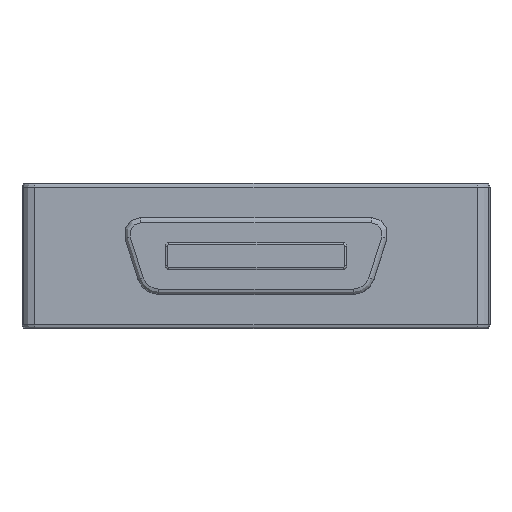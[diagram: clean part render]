
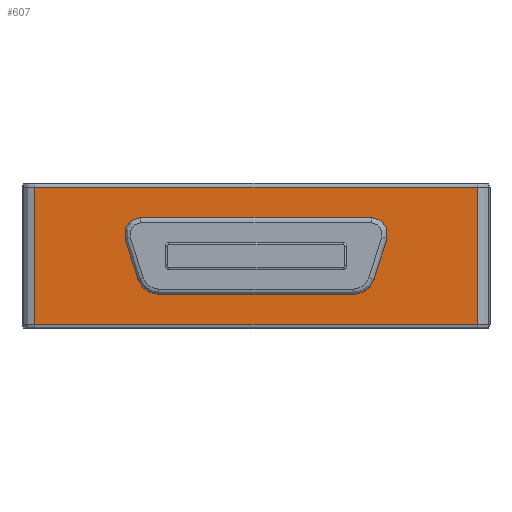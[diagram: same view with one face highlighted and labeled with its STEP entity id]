
A CAD part, left-side view. The second image highlights one B-rep face of the part: STEP entity #607.
In plain terms, the highlighted planar face has unit normal (-1, 0, 0).
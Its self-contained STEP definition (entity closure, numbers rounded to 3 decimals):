
#607 = ADVANCED_FACE( '', ( #1372, #1373 ), #1374, .T. );
#1372 = FACE_OUTER_BOUND( '', #4287, .T. );
#1373 = FACE_BOUND( '', #4288, .T. );
#1374 = PLANE( '', #4289 );
#4287 = EDGE_LOOP( '', ( #7186, #7187, #7188, #7189 ) );
#4288 = EDGE_LOOP( '', ( #7190, #7191, #7192, #7193, #7194, #7195, #7196, #7197 ) );
#4289 = AXIS2_PLACEMENT_3D( '', #7198, #7199, #7200 );
#7186 = ORIENTED_EDGE( '', *, *, #9222, .T. );
#7187 = ORIENTED_EDGE( '', *, *, #9110, .T. );
#7188 = ORIENTED_EDGE( '', *, *, #9223, .F. );
#7189 = ORIENTED_EDGE( '', *, *, #9059, .T. );
#7190 = ORIENTED_EDGE( '', *, *, #9128, .T. );
#7191 = ORIENTED_EDGE( '', *, *, #9224, .T. );
#7192 = ORIENTED_EDGE( '', *, *, #9225, .T. );
#7193 = ORIENTED_EDGE( '', *, *, #8847, .T. );
#7194 = ORIENTED_EDGE( '', *, *, #8798, .T. );
#7195 = ORIENTED_EDGE( '', *, *, #9226, .T. );
#7196 = ORIENTED_EDGE( '', *, *, #9227, .T. );
#7197 = ORIENTED_EDGE( '', *, *, #8865, .T. );
#7198 = CARTESIAN_POINT( '', ( 0., 12.2, -8. ) );
#7199 = DIRECTION( '', ( -1., 0., 0. ) );
#7200 = DIRECTION( '', ( 0., 1., 0. ) );
#8798 = EDGE_CURVE( '', #9941, #9945, #9947, .T. );
#8847 = EDGE_CURVE( '', #10023, #9941, #10025, .T. );
#8865 = EDGE_CURVE( '', #10048, #10052, #10054, .T. );
#9059 = EDGE_CURVE( '', #10354, #10283, #10358, .T. );
#9110 = EDGE_CURVE( '', #10434, #9825, #10435, .F. );
#9128 = EDGE_CURVE( '', #10052, #10459, #10461, .T. );
#9222 = EDGE_CURVE( '', #10283, #10434, #10587, .T. );
#9223 = EDGE_CURVE( '', #10354, #9825, #10588, .T. );
#9224 = EDGE_CURVE( '', #10459, #10589, #10590, .T. );
#9225 = EDGE_CURVE( '', #10589, #10023, #10591, .T. );
#9226 = EDGE_CURVE( '', #9945, #10592, #10593, .T. );
#9227 = EDGE_CURVE( '', #10592, #10048, #10594, .T. );
#9825 = VERTEX_POINT( '', #11385 );
#9941 = VERTEX_POINT( '', #12041 );
#9945 = VERTEX_POINT( '', #12047 );
#9947 = LINE( '', #12050, #12051 );
#10023 = VERTEX_POINT( '', #12166 );
#10025 = CIRCLE( '', #12169, 0.9 );
#10048 = VERTEX_POINT( '', #12245 );
#10052 = VERTEX_POINT( '', #12250 );
#10054 = CIRCLE( '', #12253, 1.2 );
#10283 = VERTEX_POINT( '', #13067 );
#10354 = VERTEX_POINT( '', #13167 );
#10358 = LINE( '', #13172, #13173 );
#10434 = VERTEX_POINT( '', #13385 );
#10435 = LINE( '', #13386, #13387 );
#10459 = VERTEX_POINT( '', #13416 );
#10461 = LINE( '', #13419, #13420 );
#10587 = LINE( '', #13621, #13622 );
#10588 = LINE( '', #13623, #13624 );
#10589 = VERTEX_POINT( '', #13625 );
#10590 = CIRCLE( '', #13626, 0.9 );
#10591 = LINE( '', #13627, #13628 );
#10592 = VERTEX_POINT( '', #13629 );
#10593 = CIRCLE( '', #13630, 1.2 );
#10594 = LINE( '', #13631, #13632 );
#11385 = CARTESIAN_POINT( '', ( 0., 12.2, -0.2 ) );
#12041 = CARTESIAN_POINT( '', ( 0., -7.222, -3.046 ) );
#12047 = CARTESIAN_POINT( '', ( 0., -6.507, -5.291 ) );
#12050 = CARTESIAN_POINT( '', ( 0., -7.222, -3.046 ) );
#12051 = VECTOR( '', #14688, 1000. );
#12166 = CARTESIAN_POINT( '', ( 0., -6.364, -1.873 ) );
#12169 = AXIS2_PLACEMENT_3D( '', #14752, #14753, #14754 );
#12245 = CARTESIAN_POINT( '', ( 0., 5.363, -6.127 ) );
#12250 = CARTESIAN_POINT( '', ( 0., 6.506, -5.291 ) );
#12253 = AXIS2_PLACEMENT_3D( '', #14771, #14772, #14773 );
#13067 = CARTESIAN_POINT( '', ( 0., -12.2, -7.8 ) );
#13167 = CARTESIAN_POINT( '', ( 0., 12.2, -7.8 ) );
#13172 = CARTESIAN_POINT( '', ( 0., -12.2, -7.8 ) );
#13173 = VECTOR( '', #15008, 1000. );
#13385 = CARTESIAN_POINT( '', ( 0., -12.2, -0.2 ) );
#13386 = CARTESIAN_POINT( '', ( 0., 12.2, -0.2 ) );
#13387 = VECTOR( '', #15058, 1000. );
#13416 = CARTESIAN_POINT( '', ( 0., 7.221, -3.046 ) );
#13419 = CARTESIAN_POINT( '', ( 0., 6.506, -5.291 ) );
#13420 = VECTOR( '', #15086, 1000. );
#13621 = CARTESIAN_POINT( '', ( 0., -12.2, -8. ) );
#13622 = VECTOR( '', #15190, 1000. );
#13623 = CARTESIAN_POINT( '', ( 0., 12.2, -8. ) );
#13624 = VECTOR( '', #15191, 1000. );
#13625 = CARTESIAN_POINT( '', ( 0., 6.363, -1.873 ) );
#13626 = AXIS2_PLACEMENT_3D( '', #15192, #15193, #15194 );
#13627 = CARTESIAN_POINT( '', ( 0., 6.363, -1.873 ) );
#13628 = VECTOR( '', #15195, 1000. );
#13629 = CARTESIAN_POINT( '', ( 0., -5.363, -6.127 ) );
#13630 = AXIS2_PLACEMENT_3D( '', #15196, #15197, #15198 );
#13631 = CARTESIAN_POINT( '', ( 0., -5.363, -6.127 ) );
#13632 = VECTOR( '', #15199, 1000. );
#14688 = DIRECTION( '', ( 0., 0.303, -0.953 ) );
#14752 = CARTESIAN_POINT( '', ( 0., -6.364, -2.773 ) );
#14753 = DIRECTION( '', ( 1., 0., 0. ) );
#14754 = DIRECTION( '', ( 0., 0., 1. ) );
#14771 = CARTESIAN_POINT( '', ( 0., 5.363, -4.927 ) );
#14772 = DIRECTION( '', ( 1., 0., 0. ) );
#14773 = DIRECTION( '', ( 0., 0., -1. ) );
#15008 = DIRECTION( '', ( 0., -1., 0. ) );
#15058 = DIRECTION( '', ( 0., -1., 0. ) );
#15086 = DIRECTION( '', ( 0., 0.303, 0.953 ) );
#15190 = DIRECTION( '', ( 0., 0., 1. ) );
#15191 = DIRECTION( '', ( 0., 0., 1. ) );
#15192 = CARTESIAN_POINT( '', ( 0., 6.363, -2.773 ) );
#15193 = DIRECTION( '', ( 1., 0., 0. ) );
#15194 = DIRECTION( '', ( 0., 0.953, -0.303 ) );
#15195 = DIRECTION( '', ( 0., -1., 0. ) );
#15196 = CARTESIAN_POINT( '', ( 0., -5.363, -4.927 ) );
#15197 = DIRECTION( '', ( 1., 0., 0. ) );
#15198 = DIRECTION( '', ( 0., -0.953, -0.303 ) );
#15199 = DIRECTION( '', ( 0., 1., 0. ) );
